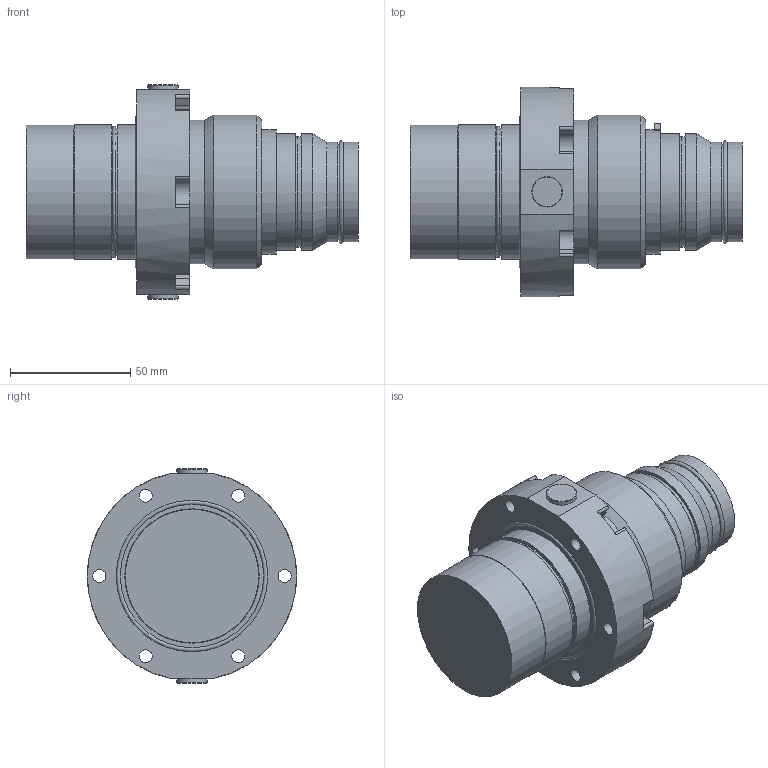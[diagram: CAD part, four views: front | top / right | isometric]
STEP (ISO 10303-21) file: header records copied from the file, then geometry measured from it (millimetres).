
FILE_DESCRIPTION(/* description */ (''),/* implementation_level */ '2;1');
FILE_NAME(/* name */ 'TrustLink API 24 pin FCR (02800024).stp',/* time_stamp */ '2016-07-27T09:52:17+02:00',/* author */ ('sh'),/* organization */ (''),/* preprocessor_version */ 'ST-DEVELOPER v15.2',/* originating_system */ 'Autodesk Inventor 2014',/* authorisation */ '');
FILE_SCHEMA (('AUTOMOTIVE_DESIGN { 1 0 10303 214 3 1 1 }'));
Length unit declared in the file: millimetre
Products named in the file (1): TrustLink API 24 pin FCR (02800024)
Bounding box: 138 x 87 x 89 mm (x, y, z)
Volume: 396414.5 mm3; surface area: 41926.9 mm2
Topology: 1 solids, 2 shells, 855 faces, 2204 edges, 1469 vertices
Faces by surface type: plane 424, bspline 322, cylinder 97, cone 8, torus 4
Full cylindrical faces by diameter (mm): 1.4 x24, 2.4 x24, 5.4 x6, 12.7 x2, 39.2 x2, 41.5 x2, 46 x2, 48.4 x2, 51.8 x1, 53.6 x2, 55.5 x1, 55.9 x2, 59.6 x1, 64 x1
Entity records: 27266 total; most frequent: CARTESIAN_POINT 8618, ORIENTED_EDGE 4226, DIRECTION 2756, EDGE_CURVE 2112, VERTEX_POINT 1458, LINE 1252, VECTOR 1252, EDGE_LOOP 1066
